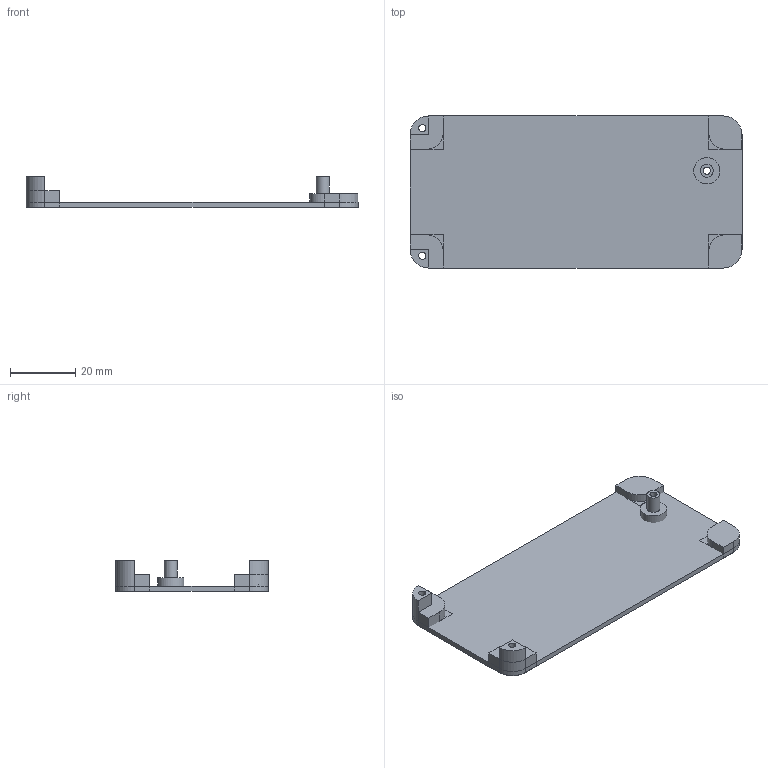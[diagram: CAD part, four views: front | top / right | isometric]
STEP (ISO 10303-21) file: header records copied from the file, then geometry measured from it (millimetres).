
FILE_DESCRIPTION(/* description */ (''),/* implementation_level */ '2;1');
FILE_NAME(/* name */ 'BitPiRat_GEN2_enclosure_part2.step',/* time_stamp */ '2021-12-03T23:45:58+01:00',/* author */ (''),/* organization */ (''),/* preprocessor_version */ 'ST-DEVELOPER v18.1',/* originating_system */ 'Autodesk Translation Framework v10.10.0.1391',/* authorisation */ '');
FILE_SCHEMA (('AUTOMOTIVE_DESIGN { 1 0 10303 214 3 1 1 }'));
Length unit declared in the file: millimetre
Products named in the file (1): BitPiRat_GEN2_enclosure (v15~recovered)
Bounding box: 101.5 x 46.5 x 9.4 mm (x, y, z)
Volume: 8792.4 mm3; surface area: 12081.2 mm2
Topology: 8 solids, 8 shells, 91 faces, 208 edges, 138 vertices
Faces by surface type: plane 55, cylinder 36
Full cylindrical faces by diameter (mm): 2.2 x4, 4 x2, 5 x2, 8 x9
Entity records: 2637 total; most frequent: DIRECTION 468, CARTESIAN_POINT 438, ORIENTED_EDGE 416, EDGE_CURVE 208, AXIS2_PLACEMENT_3D 168, VERTEX_POINT 138, LINE 132, VECTOR 132
